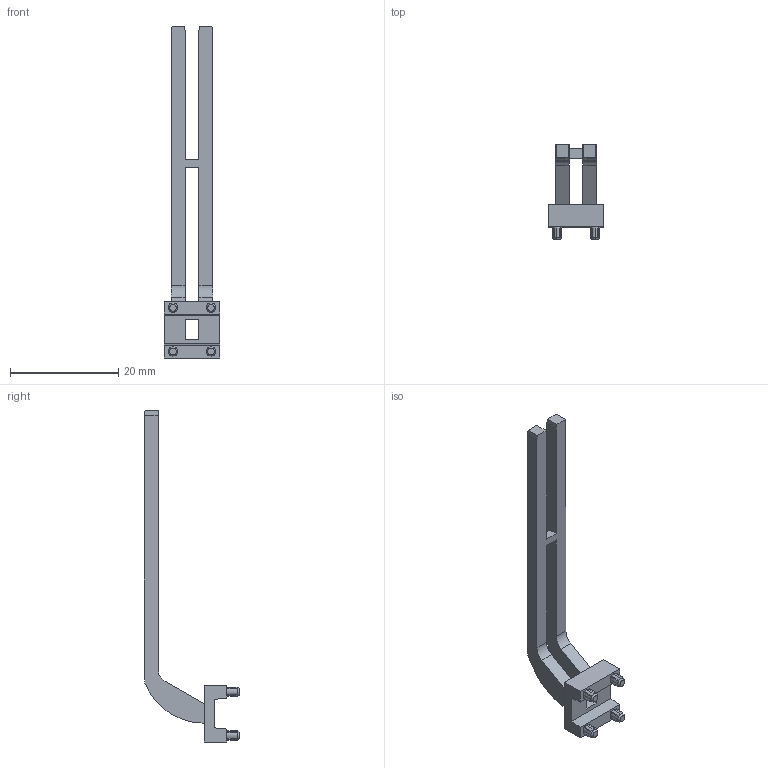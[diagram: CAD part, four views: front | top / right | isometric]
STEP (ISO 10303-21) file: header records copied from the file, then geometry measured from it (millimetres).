
FILE_DESCRIPTION (( 'STEP AP214' ), '1' );
FILE_NAME ('7512A7.STEP', '2019-06-11T23:03:20', ( 'user' ), ( 'Microsoft' ), 'SwSTEP 2.0', 'SolidWorks 2018', '' );
FILE_SCHEMA (( 'AUTOMOTIVE_DESIGN' ));
Length unit declared in the file: inch
Products named in the file (1): 7512A7
Bounding box: 10.29 x 17.6 x 61.44 mm (x, y, z)
Volume: 1225.6 mm3; surface area: 1800.2 mm2
Topology: 1 solids, 1 shells, 102 faces, 282 edges, 184 vertices
Faces by surface type: plane 68, cylinder 26, cone 8
Entity records: 3314 total; most frequent: CARTESIAN_POINT 665, ORIENTED_EDGE 564, DIRECTION 520, EDGE_CURVE 282, VECTOR 186, LINE 186, VERTEX_POINT 184, AXIS2_PLACEMENT_3D 167
